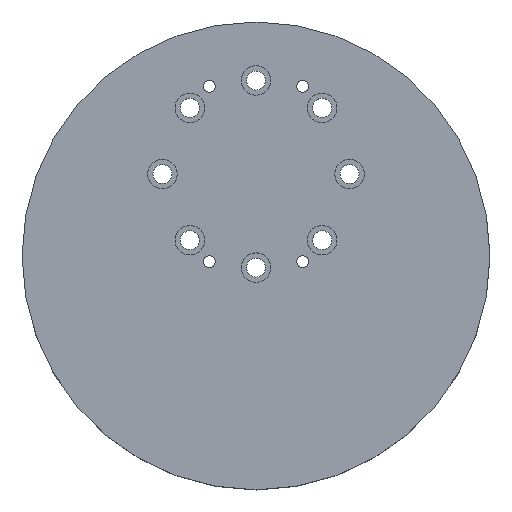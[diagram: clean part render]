
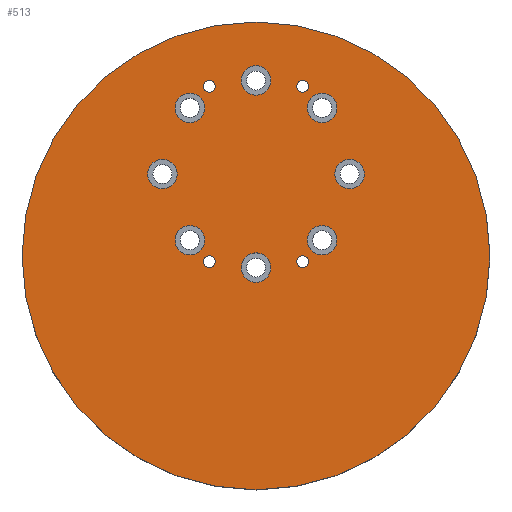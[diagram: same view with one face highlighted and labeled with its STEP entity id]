
A CAD part, top view. The second image highlights one B-rep face of the part: STEP entity #513.
In plain terms, the highlighted planar face has unit normal (0, 0, 1).
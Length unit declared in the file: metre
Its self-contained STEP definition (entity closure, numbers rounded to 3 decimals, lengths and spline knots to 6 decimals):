
#12=PLANE('',#589);
#50=ORIENTED_EDGE('',*,*,#148,.T.);
#51=ORIENTED_EDGE('',*,*,#146,.T.);
#52=ORIENTED_EDGE('',*,*,#144,.T.);
#53=ORIENTED_EDGE('',*,*,#142,.T.);
#54=ORIENTED_EDGE('',*,*,#150,.F.);
#55=ORIENTED_EDGE('',*,*,#151,.F.);
#56=ORIENTED_EDGE('',*,*,#152,.F.);
#57=ORIENTED_EDGE('',*,*,#153,.F.);
#58=ORIENTED_EDGE('',*,*,#154,.F.);
#59=ORIENTED_EDGE('',*,*,#155,.F.);
#60=ORIENTED_EDGE('',*,*,#156,.F.);
#61=ORIENTED_EDGE('',*,*,#157,.F.);
#62=ORIENTED_EDGE('',*,*,#158,.F.);
#142=EDGE_CURVE('',#192,#192,#242,.T.);
#144=EDGE_CURVE('',#194,#194,#244,.T.);
#146=EDGE_CURVE('',#196,#196,#246,.T.);
#148=EDGE_CURVE('',#198,#198,#248,.T.);
#150=EDGE_CURVE('',#200,#200,#250,.T.);
#151=EDGE_CURVE('',#201,#201,#251,.T.);
#152=EDGE_CURVE('',#202,#202,#252,.T.);
#153=EDGE_CURVE('',#203,#203,#253,.T.);
#154=EDGE_CURVE('',#204,#204,#254,.T.);
#155=EDGE_CURVE('',#205,#205,#255,.T.);
#156=EDGE_CURVE('',#206,#206,#256,.T.);
#157=EDGE_CURVE('',#207,#207,#257,.T.);
#158=EDGE_CURVE('',#208,#208,#258,.T.);
#192=VERTEX_POINT('',#865);
#194=VERTEX_POINT('',#870);
#196=VERTEX_POINT('',#875);
#198=VERTEX_POINT('',#880);
#200=VERTEX_POINT('',#885);
#201=VERTEX_POINT('',#887);
#202=VERTEX_POINT('',#889);
#203=VERTEX_POINT('',#891);
#204=VERTEX_POINT('',#893);
#205=VERTEX_POINT('',#895);
#206=VERTEX_POINT('',#897);
#207=VERTEX_POINT('',#899);
#208=VERTEX_POINT('',#901);
#242=CIRCLE('',#578,0.003264);
#244=CIRCLE('',#581,0.003264);
#246=CIRCLE('',#584,0.003264);
#248=CIRCLE('',#587,0.003264);
#250=CIRCLE('',#590,0.008001);
#251=CIRCLE('',#591,0.008001);
#252=CIRCLE('',#592,0.008001);
#253=CIRCLE('',#593,0.008001);
#254=CIRCLE('',#594,0.008001);
#255=CIRCLE('',#595,0.008001);
#256=CIRCLE('',#596,0.008001);
#257=CIRCLE('',#597,0.008001);
#258=CIRCLE('',#598,0.127);
#300=EDGE_LOOP('',(#50));
#301=EDGE_LOOP('',(#51));
#302=EDGE_LOOP('',(#52));
#303=EDGE_LOOP('',(#53));
#304=EDGE_LOOP('',(#54));
#305=EDGE_LOOP('',(#55));
#306=EDGE_LOOP('',(#56));
#307=EDGE_LOOP('',(#57));
#308=EDGE_LOOP('',(#58));
#309=EDGE_LOOP('',(#59));
#310=EDGE_LOOP('',(#60));
#311=EDGE_LOOP('',(#61));
#312=EDGE_LOOP('',(#62));
#400=FACE_BOUND('',#300,.T.);
#401=FACE_BOUND('',#301,.T.);
#402=FACE_BOUND('',#302,.T.);
#403=FACE_BOUND('',#303,.T.);
#404=FACE_BOUND('',#304,.T.);
#405=FACE_BOUND('',#305,.T.);
#406=FACE_BOUND('',#306,.T.);
#407=FACE_BOUND('',#307,.T.);
#408=FACE_BOUND('',#308,.T.);
#409=FACE_BOUND('',#309,.T.);
#410=FACE_BOUND('',#310,.T.);
#411=FACE_BOUND('',#311,.T.);
#412=FACE_BOUND('',#312,.T.);
#513=ADVANCED_FACE('',(#400,#401,#402,#403,#404,#405,#406,#407,#408,#409,
#410,#411,#412),#12,.F.);
#578=AXIS2_PLACEMENT_3D('',#864,#694,#695);
#581=AXIS2_PLACEMENT_3D('',#869,#700,#701);
#584=AXIS2_PLACEMENT_3D('',#874,#706,#707);
#587=AXIS2_PLACEMENT_3D('',#879,#712,#713);
#589=AXIS2_PLACEMENT_3D('',#883,#716,#717);
#590=AXIS2_PLACEMENT_3D('',#884,#718,#719);
#591=AXIS2_PLACEMENT_3D('',#886,#720,#721);
#592=AXIS2_PLACEMENT_3D('',#888,#722,#723);
#593=AXIS2_PLACEMENT_3D('',#890,#724,#725);
#594=AXIS2_PLACEMENT_3D('',#892,#726,#727);
#595=AXIS2_PLACEMENT_3D('',#894,#728,#729);
#596=AXIS2_PLACEMENT_3D('',#896,#730,#731);
#597=AXIS2_PLACEMENT_3D('',#898,#732,#733);
#598=AXIS2_PLACEMENT_3D('',#900,#734,#735);
#694=DIRECTION('',(0.,0.,-1.));
#695=DIRECTION('',(-1.,0.,0.));
#700=DIRECTION('',(0.,0.,-1.));
#701=DIRECTION('',(-1.,0.,0.));
#706=DIRECTION('',(0.,0.,-1.));
#707=DIRECTION('',(-1.,0.,0.));
#712=DIRECTION('',(0.,0.,-1.));
#713=DIRECTION('',(-1.,0.,0.));
#716=DIRECTION('',(0.,0.,-1.));
#717=DIRECTION('',(-1.,0.,0.));
#718=DIRECTION('',(0.,0.,1.));
#719=DIRECTION('',(1.,0.,0.));
#720=DIRECTION('',(0.,0.,1.));
#721=DIRECTION('',(1.,0.,0.));
#722=DIRECTION('',(0.,0.,1.));
#723=DIRECTION('',(1.,0.,0.));
#724=DIRECTION('',(0.,0.,1.));
#725=DIRECTION('',(1.,0.,0.));
#726=DIRECTION('',(0.,0.,1.));
#727=DIRECTION('',(1.,0.,0.));
#728=DIRECTION('',(0.,0.,1.));
#729=DIRECTION('',(1.,0.,0.));
#730=DIRECTION('',(0.,0.,1.));
#731=DIRECTION('',(1.,0.,0.));
#732=DIRECTION('',(0.,0.,1.));
#733=DIRECTION('',(1.,0.,0.));
#734=DIRECTION('',(0.,0.,-1.));
#735=DIRECTION('',(-1.,0.,0.));
#864=CARTESIAN_POINT('',(-0.0254,0.092075,0.055245));
#865=CARTESIAN_POINT('',(-0.028664,0.092075,0.055245));
#869=CARTESIAN_POINT('',(0.0254,0.092075,0.055245));
#870=CARTESIAN_POINT('',(0.022136,0.092075,0.055245));
#874=CARTESIAN_POINT('',(0.0254,-0.003175,0.055245));
#875=CARTESIAN_POINT('',(0.022136,-0.003175,0.055245));
#879=CARTESIAN_POINT('',(-0.0254,-0.003175,0.055245));
#880=CARTESIAN_POINT('',(-0.028664,-0.003175,0.055245));
#883=CARTESIAN_POINT('',(0.0635,0.,0.055245));
#884=CARTESIAN_POINT('',(-0.035921,0.080371,0.055245));
#885=CARTESIAN_POINT('',(-0.02792,0.080371,0.055245));
#886=CARTESIAN_POINT('',(-0.0508,0.04445,0.055245));
#887=CARTESIAN_POINT('',(-0.042799,0.04445,0.055245));
#888=CARTESIAN_POINT('',(-0.035921,0.008529,0.055245));
#889=CARTESIAN_POINT('',(-0.02792,0.008529,0.055245));
#890=CARTESIAN_POINT('',(0.,-0.00635,0.055245));
#891=CARTESIAN_POINT('',(0.008001,-0.00635,0.055245));
#892=CARTESIAN_POINT('',(0.035921,0.008529,0.055245));
#893=CARTESIAN_POINT('',(0.043922,0.008529,0.055245));
#894=CARTESIAN_POINT('',(0.0508,0.04445,0.055245));
#895=CARTESIAN_POINT('',(0.058801,0.04445,0.055245));
#896=CARTESIAN_POINT('',(0.035921,0.080371,0.055245));
#897=CARTESIAN_POINT('',(0.043922,0.080371,0.055245));
#898=CARTESIAN_POINT('',(0.,0.09525,0.055245));
#899=CARTESIAN_POINT('',(0.008001,0.09525,0.055245));
#900=CARTESIAN_POINT('',(0.,0.,0.055245));
#901=CARTESIAN_POINT('',(-0.127,0.,0.055245));
